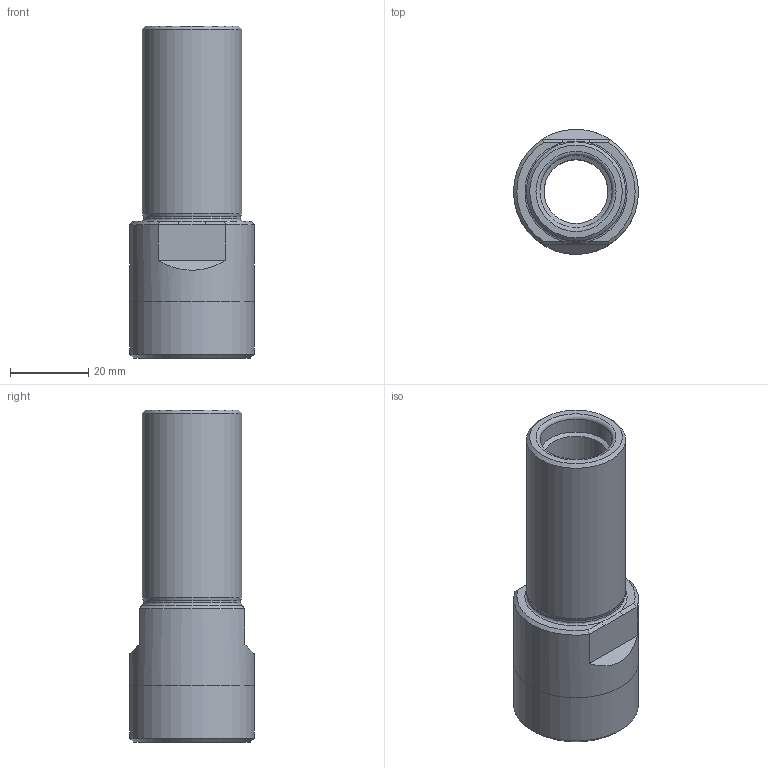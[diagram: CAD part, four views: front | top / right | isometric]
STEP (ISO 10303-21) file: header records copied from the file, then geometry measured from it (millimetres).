
FILE_DESCRIPTION(/* description */ (''),/* implementation_level */ '2;1');
FILE_NAME(/* name */ '262512521.stp',/* time_stamp */ '2021-01-19T15:33:10',/* author */ ('LRA'),/* organization */ ('REGO-FIX'),/* preprocessor_version */ ' Unknown',/* originating_system */ 'SIEMENS PLM Software Solid Edge ST10',/* authorization */ 'Unknown');
FILE_SCHEMA (('AUTOMOTIVE_DESIGN { 1 0 10303 214 2 1 1}'));
Length unit declared in the file: millimetre
Products named in the file (1): NOCUT
Bounding box: 32 x 32 x 85 mm (x, y, z)
Volume: 30419.4 mm3; surface area: 13016.8 mm2
Topology: 1 solids, 1 shells, 32 faces, 72 edges, 42 vertices
Faces by surface type: plane 12, cone 8, cylinder 7, torus 3, bspline 2
Full cylindrical faces by diameter (mm): 16.376 x1, 18 x1, 18.5 x1, 25 x1, 25.4 x1, 32 x2
Entity records: 1071 total; most frequent: CARTESIAN_POINT 206, DIRECTION 132, ORIENTED_EDGE 102, AXIS2_PLACEMENT_3D 59, EDGE_CURVE 51, EDGE_LOOP 50, FACE_BOUND 50, VERTEX_POINT 37
